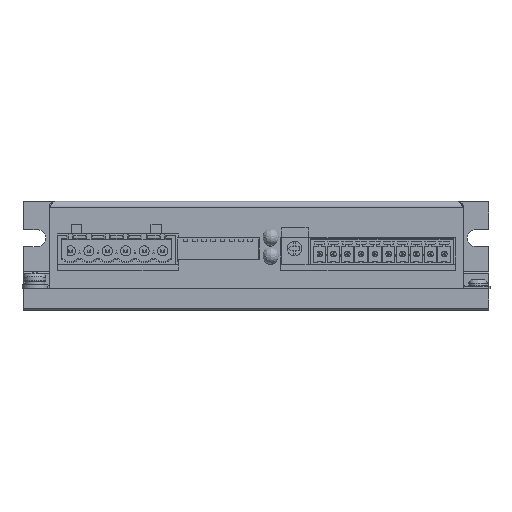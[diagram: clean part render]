
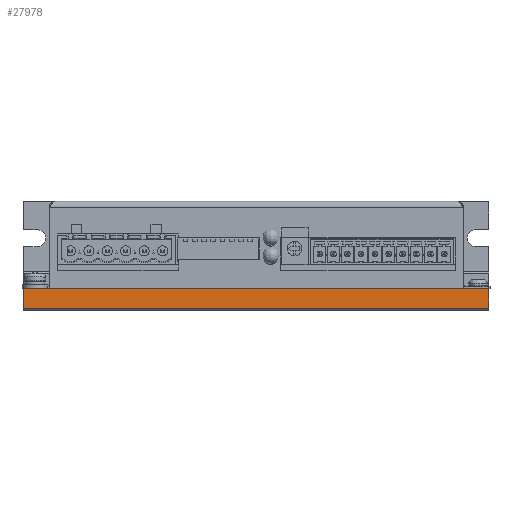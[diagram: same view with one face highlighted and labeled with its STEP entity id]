
A CAD part, top view. The second image highlights one B-rep face of the part: STEP entity #27978.
In plain terms, the highlighted planar face has unit normal (0, 0, 1).
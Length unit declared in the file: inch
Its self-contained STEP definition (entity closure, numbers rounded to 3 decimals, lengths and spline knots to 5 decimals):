
#3005 = VECTOR ( 'NONE', #12618, 39.37008 ) ;
#5706 = EDGE_CURVE ( 'NONE', #10491, #60504, #19628, .T. ) ;
#10491 = VERTEX_POINT ( 'NONE', #75958 ) ;
#11130 = ORIENTED_EDGE ( 'NONE', *, *, #26168, .F. ) ;
#11155 = CARTESIAN_POINT ( 'NONE',  ( -2.51317, -0.47155, 1.40078 ) ) ;
#12618 = DIRECTION ( 'NONE',  ( 1., 0., 0. ) ) ;
#14731 = LINE ( 'NONE', #96673, #73319 ) ;
#19628 = LINE ( 'NONE', #11155, #3005 ) ;
#26168 = EDGE_CURVE ( 'NONE', #75199, #60504, #14731, .T. ) ;
#27978 = ADVANCED_FACE ( 'NONE', ( #37627 ), #68094, .T. ) ;
#29135 = DIRECTION ( 'NONE',  ( 0., 0., 1. ) ) ;
#29239 = EDGE_CURVE ( 'NONE', #63236, #10491, #31626, .T. ) ;
#31626 = LINE ( 'NONE', #78047, #83372 ) ;
#37627 = FACE_OUTER_BOUND ( 'NONE', #86246, .T. ) ;
#47588 = DIRECTION ( 'NONE',  ( 0., -1., 0. ) ) ;
#53372 = CARTESIAN_POINT ( 'NONE',  ( -2.51317, -0.25501, 1.40078 ) ) ;
#55906 = CARTESIAN_POINT ( 'NONE',  ( 2.5262, -0.47155, 1.40078 ) ) ;
#60504 = VERTEX_POINT ( 'NONE', #55906 ) ;
#61853 = DIRECTION ( 'NONE',  ( 1., 0., 0. ) ) ;
#63236 = VERTEX_POINT ( 'NONE', #87255 ) ;
#66332 = ORIENTED_EDGE ( 'NONE', *, *, #29239, .T. ) ;
#66613 = CARTESIAN_POINT ( 'NONE',  ( -2.51317, -0.25501, 1.40078 ) ) ;
#68094 = PLANE ( 'NONE',  #81497 ) ;
#69163 = ORIENTED_EDGE ( 'NONE', *, *, #5706, .T. ) ;
#73319 = VECTOR ( 'NONE', #98646, 39.37008 ) ;
#75199 = VERTEX_POINT ( 'NONE', #83037 ) ;
#75958 = CARTESIAN_POINT ( 'NONE',  ( -2.51317, -0.47155, 1.40078 ) ) ;
#77323 = LINE ( 'NONE', #53372, #94850 ) ;
#78047 = CARTESIAN_POINT ( 'NONE',  ( -2.51317, -0.25501, 1.40078 ) ) ;
#81497 = AXIS2_PLACEMENT_3D ( 'NONE', #66613, #29135, #83560 ) ;
#83037 = CARTESIAN_POINT ( 'NONE',  ( 2.5262, -0.25501, 1.40078 ) ) ;
#83372 = VECTOR ( 'NONE', #47588, 39.37008 ) ;
#83560 = DIRECTION ( 'NONE',  ( 1., 0., 0. ) ) ;
#86246 = EDGE_LOOP ( 'NONE', ( #66332, #69163, #11130, #89517 ) ) ;
#87255 = CARTESIAN_POINT ( 'NONE',  ( -2.51317, -0.25501, 1.40078 ) ) ;
#89517 = ORIENTED_EDGE ( 'NONE', *, *, #91625, .F. ) ;
#91625 = EDGE_CURVE ( 'NONE', #63236, #75199, #77323, .T. ) ;
#94850 = VECTOR ( 'NONE', #61853, 39.37008 ) ;
#96673 = CARTESIAN_POINT ( 'NONE',  ( 2.5262, -0.818, 1.40078 ) ) ;
#98646 = DIRECTION ( 'NONE',  ( 0., -1., 0. ) ) ;
